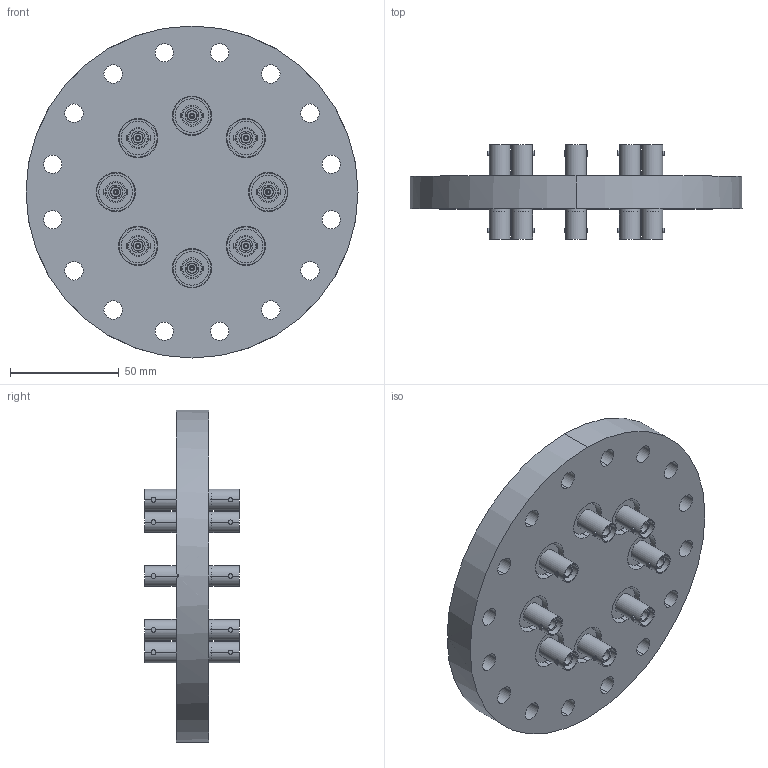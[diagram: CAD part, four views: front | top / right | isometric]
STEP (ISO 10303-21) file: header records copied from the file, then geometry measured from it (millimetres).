
FILE_DESCRIPTION (( 'STEP AP214' ), '1' );
FILE_NAME ('242-SHVDF50-C100-8.STEP', '2014-12-10T08:01:59', ( 'allectra' ), ( 'Microsoft' ), 'SwSTEP 2.0', 'SolidWorks 2014', '' );
FILE_SCHEMA (( 'AUTOMOTIVE_DESIGN' ));
Length unit declared in the file: millimetre
Products named in the file (3): 242-SHVDF50; 9411-C100-17.5-8_CF100; 242-SHVDF50-C100-8
Assembly tree (9 placements, depth 2):
  242-SHVDF50-C100-8
    9411-C100-17.5-8_CF100
    242-SHVDF50  x8
Bounding box: 152.4 x 43.36 x 152.4 mm (x, y, z)
Volume: 240690.5 mm3; surface area: 91352 mm2
Topology: 17 solids, 17 shells, 598 faces, 1376 edges, 916 vertices
Faces by surface type: cylinder 374, plane 172, cone 36, bspline 16
Entity records: 5711 total; most frequent: CARTESIAN_POINT 1016, DIRECTION 890, ORIENTED_EDGE 736, AXIS2_PLACEMENT_3D 384, EDGE_CURVE 368, VERTEX_POINT 244, CIRCLE 224, EDGE_LOOP 220
